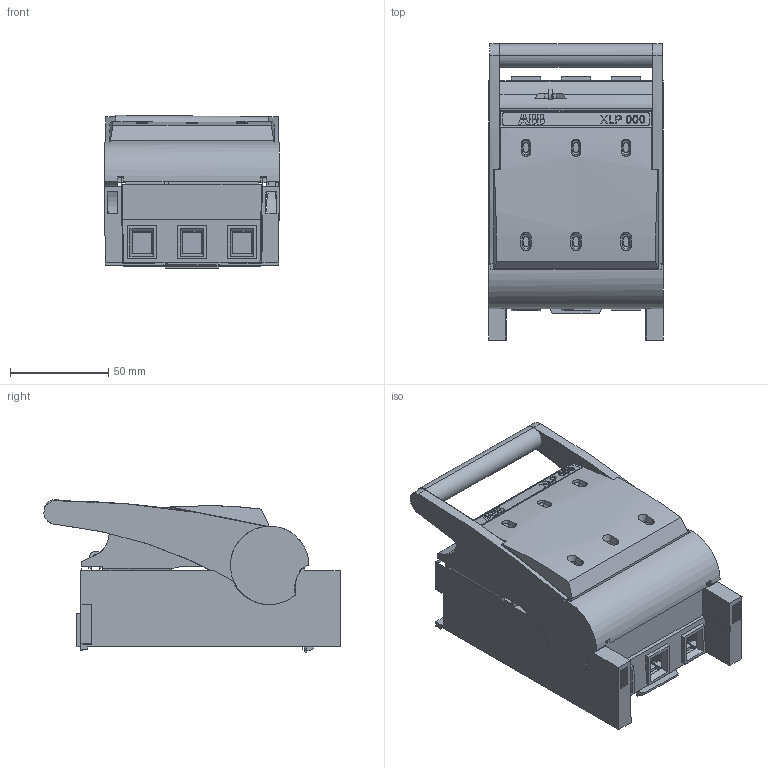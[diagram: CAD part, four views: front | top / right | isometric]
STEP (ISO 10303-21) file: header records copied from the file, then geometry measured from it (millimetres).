
FILE_DESCRIPTION((''),'2;1');
FILE_NAME('1SEP201428R0001_5_','2023-12-11T21:30:40',('20724'),(''),'CREO PARAMETRIC BY PTC INC, 2016390','CREO PARAMETRIC BY PTC INC, 2016390','');
FILE_SCHEMA(('AUTOMOTIVE_DESIGN { 1 0 10303 214 1 1 1 1 }'));
Length unit declared in the file: inch
Products named in the file (1): 1SEP201428R0001_5_
Bounding box: 89.12 x 150.86 x 78.14 mm (x, y, z)
Surface area: 86366.2 mm2 (no closed solid volume)
Topology: 0 solids, 40 shells, 804 faces, 2723 edges, 1952 vertices
Faces by surface type: plane 605, cylinder 96, bspline 52, extrusion 33, cone 18
Entity records: 41227 total; most frequent: CARTESIAN_POINT 11167, ORIENTED_EDGE 4569, DIRECTION 3709, EDGE_CURVE 2711, PRESENTATION_STYLE_ASSIGNMENT 2104, STYLED_ITEM 2091, VECTOR 2047, LINE 2014
